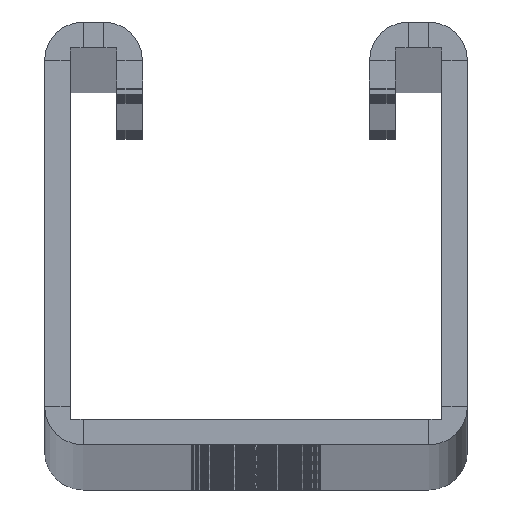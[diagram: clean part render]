
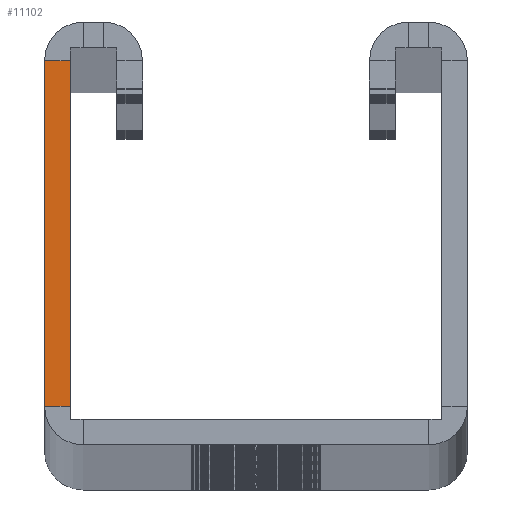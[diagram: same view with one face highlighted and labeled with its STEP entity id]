
A CAD part, top view. The second image highlights one B-rep face of the part: STEP entity #11102.
In plain terms, the highlighted planar face has unit normal (0, 0, 1).
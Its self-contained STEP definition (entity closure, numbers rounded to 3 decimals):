
#2022 = VECTOR ( 'NONE', #29768, 1000. ) ;
#3568 = LINE ( 'NONE', #63824, #74270 ) ;
#6014 = EDGE_LOOP ( 'NONE', ( #24596, #58481, #17944, #13883 ) ) ;
#6015 = EDGE_CURVE ( 'NONE', #7221, #45661, #38133, .T. ) ;
#7221 = VERTEX_POINT ( 'NONE', #22759 ) ;
#7305 = VECTOR ( 'NONE', #15000, 1000. ) ;
#8573 = VECTOR ( 'NONE', #12681, 1000. ) ;
#9502 = CARTESIAN_POINT ( 'NONE',  ( -18., 37.25, 0. ) ) ;
#11102 = ADVANCED_FACE ( 'NONE', ( #55314 ), #67992, .T. ) ;
#12681 = DIRECTION ( 'NONE',  ( -1., 0., 0. ) ) ;
#12883 = CARTESIAN_POINT ( 'NONE',  ( -20.5, 0., 0. ) ) ;
#13883 = ORIENTED_EDGE ( 'NONE', *, *, #61910, .T. ) ;
#15000 = DIRECTION ( 'NONE',  ( 1., 0., 0. ) ) ;
#15549 = DIRECTION ( 'NONE',  ( 1., 0., 0. ) ) ;
#17944 = ORIENTED_EDGE ( 'NONE', *, *, #42315, .T. ) ;
#17956 = CARTESIAN_POINT ( 'NONE',  ( -18., 37.25, 0. ) ) ;
#20457 = CARTESIAN_POINT ( 'NONE',  ( -18., 3.75, 0. ) ) ;
#21042 = CARTESIAN_POINT ( 'NONE',  ( -20.5, 3.75, 0. ) ) ;
#22759 = CARTESIAN_POINT ( 'NONE',  ( -20.5, 3.75, 0. ) ) ;
#24596 = ORIENTED_EDGE ( 'NONE', *, *, #6015, .F. ) ;
#24868 = VERTEX_POINT ( 'NONE', #9502 ) ;
#29768 = DIRECTION ( 'NONE',  ( 0., 1., 0. ) ) ;
#37860 = VERTEX_POINT ( 'NONE', #20457 ) ;
#38133 = LINE ( 'NONE', #12883, #2022 ) ;
#42315 = EDGE_CURVE ( 'NONE', #37860, #24868, #3568, .T. ) ;
#42637 = LINE ( 'NONE', #21042, #7305 ) ;
#44005 = CARTESIAN_POINT ( 'NONE',  ( -20.5, 37.25, 0. ) ) ;
#45661 = VERTEX_POINT ( 'NONE', #44005 ) ;
#55314 = FACE_OUTER_BOUND ( 'NONE', #6014, .T. ) ;
#58481 = ORIENTED_EDGE ( 'NONE', *, *, #64436, .T. ) ;
#61910 = EDGE_CURVE ( 'NONE', #24868, #45661, #71145, .T. ) ;
#63824 = CARTESIAN_POINT ( 'NONE',  ( -18., 0., 0. ) ) ;
#64436 = EDGE_CURVE ( 'NONE', #7221, #37860, #42637, .T. ) ;
#67992 = PLANE ( 'NONE',  #70863 ) ;
#69677 = DIRECTION ( 'NONE',  ( 0., 1., 0. ) ) ;
#70863 = AXIS2_PLACEMENT_3D ( 'NONE', #73842, #73074, #15549 ) ;
#71145 = LINE ( 'NONE', #17956, #8573 ) ;
#73074 = DIRECTION ( 'NONE',  ( 0., 0., 1. ) ) ;
#73842 = CARTESIAN_POINT ( 'NONE',  ( -16.75, 2.5, 0. ) ) ;
#74270 = VECTOR ( 'NONE', #69677, 1000. ) ;
